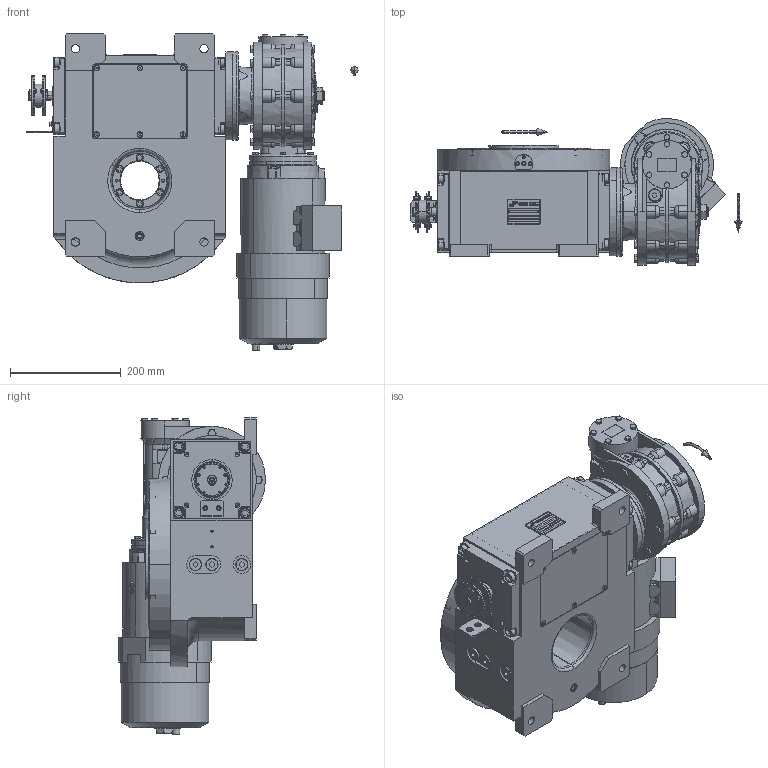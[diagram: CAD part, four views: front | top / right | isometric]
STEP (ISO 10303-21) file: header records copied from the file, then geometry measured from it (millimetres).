
FILE_DESCRIPTION (( 'STEP AP203' ), '1' );
FILE_NAME ('PC5200617.step', '2024-09-16T09:16:45', ( '' ), ( '' ), 'SwSTEP 2.0', 'SolidWorks 2020', '' );
FILE_SCHEMA (( 'CONFIG_CONTROL_DESIGN' ));
Length unit declared in the file: millimetre
Products named in the file (93): CFN2010_02_002.stp; cfn2000_01_126; RIG09_005_ASM.stp; rig09_003_8; AS_rig09_004; cfn2003_01_054; cfn2000_01_081; cfn2107_01_001; PC5200617; CFN2223_02_004.stp; cfn2077_01_036; rig09_007_master; olio_agip_blasia_150; cfn2155_01_095; cfn2205_01_015; cfn2000_01_099; AS_900_38_10_028; cfn2070_05_009; CFN2000_01_185.stp; AS_rig09_071_8_m; AS_cfn2476_01_002_60x46; rig09_001_a; CFN2104_02_018.stp; 900_38_30_003; cfn2115_02_057; AS_900_00_00_005; RIG09_021_AF0.stp; CFN2155_01_195.stp; cfn2000_01_161; cfn2151_01_170; cfn2128_19_002; rig09_002_bl_003; cfn2276_01_056; cfn2000_01_184; CFN2010_01_020.stp; rig09_016; 900_00_00_005; CFN2356_03_053.stp; rig09_071_8_m.stp; cfn2115_02_194 ...
Assembly tree (83 placements, depth 5):
  PC5200617
    rig09_001_a
    AS_cfn2476_01_002_60x46
      cfn2476_01_002_60x46
      cfn2107_01_001
      cfn2107_01_001
    AS_rig09_071_8_m
      rig09_071_8_m.stp
        RIG09_005_ASM.stp
          RIG09_005_AF0.stp
          RIG09_021_AF0.stp
          CFN2000_01_185.stp
          CFN2000_01_185.stp
          CFN2104_02_018.stp
        CFN2155_01_195.stp
        CFN2010_02_002.stp
      rig09_003_8
      cfn2000_01_099
      cfn2000_01_099
      cfn2000_01_099
      cfn2000_01_099
      cfn2000_01_099
      cfn2000_01_099
      cfn2000_01_099
      cfn2000_01_099
      cfn2104_01_018  x2
    AS_rig09_017
      rig09_017
      cfn2000_01_126
      cfn2000_01_126
      cfn2000_01_126
      cfn2000_01_126
      cfn2000_01_126
      cfn2000_01_126
      cfn2155_01_196
    AS_rig09_004
      rig09_004
      cfn2000_01_081
      cfn2155_01_095
      cfn2070_05_009
      cfn2000_01_081
      cfn2000_01_081
      cfn2000_01_081
    AS_rig09_004
      rig09_004
      cfn2000_01_081
      cfn2155_01_095
      cfn2070_05_009
      cfn2000_01_081
      cfn2000_01_081
      cfn2000_01_081
    AS_rig09_002_bl_003
      rig09_002_bl_003
      cfn2115_02_058
    rig09_010_s_001
    cfn2128_04_002  x3
    cfn2128_19_002
    AS_rig09_016
      rig09_016
      cfn2003_01_054
Bounding box: 599.5 x 265.19 x 571.38 mm (x, y, z)
Volume: 15268841.9 mm3; surface area: 1802822.9 mm2
Topology: 72 solids, 72 shells, 3741 faces, 9301 edges, 5942 vertices
Faces by surface type: plane 1808, cylinder 1130, cone 552, torus 212, bspline 35, sphere 4
Entity records: 136337 total; most frequent: CARTESIAN_POINT 38873, DIRECTION 18359, ORIENTED_EDGE 18146, EDGE_CURVE 9073, AXIS2_PLACEMENT_3D 6699, VERTEX_POINT 5845, VECTOR 4961, LINE 4961
